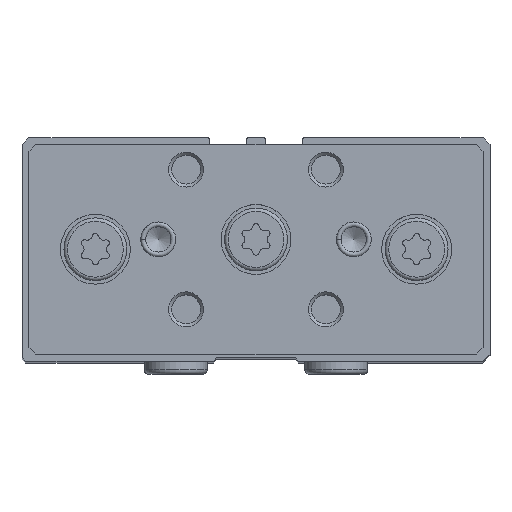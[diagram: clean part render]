
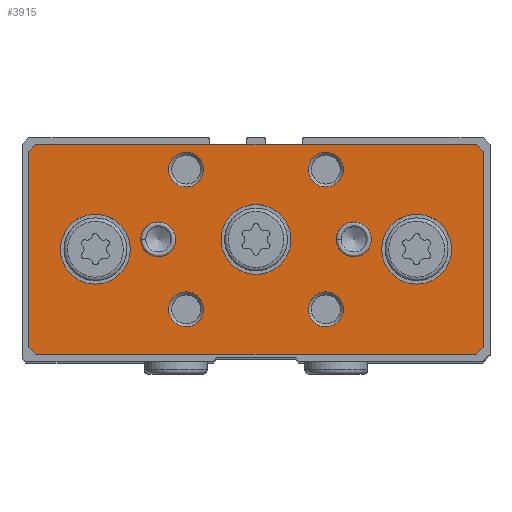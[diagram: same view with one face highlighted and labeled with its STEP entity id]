
A CAD part, top view. The second image highlights one B-rep face of the part: STEP entity #3915.
In plain terms, the highlighted face is planar.
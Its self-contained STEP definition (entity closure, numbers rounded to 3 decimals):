
#365=LINE('',#6629,#559);
#369=LINE('',#6638,#563);
#372=LINE('',#6644,#566);
#375=LINE('',#6650,#569);
#378=LINE('',#6656,#572);
#381=LINE('',#6662,#575);
#384=LINE('',#6668,#578);
#387=LINE('',#6674,#581);
#559=VECTOR('',#5395,1000.);
#563=VECTOR('',#5401,1000.);
#566=VECTOR('',#5406,1000.);
#569=VECTOR('',#5411,1000.);
#572=VECTOR('',#5416,1000.);
#575=VECTOR('',#5421,1000.);
#578=VECTOR('',#5426,1000.);
#581=VECTOR('',#5431,1000.);
#1212=ORIENTED_EDGE('',*,*,#1935,.F.);
#1213=ORIENTED_EDGE('',*,*,#1936,.F.);
#1214=ORIENTED_EDGE('',*,*,#1937,.F.);
#1215=ORIENTED_EDGE('',*,*,#1938,.F.);
#1216=ORIENTED_EDGE('',*,*,#1939,.F.);
#1217=ORIENTED_EDGE('',*,*,#1940,.F.);
#1218=ORIENTED_EDGE('',*,*,#1941,.F.);
#1219=ORIENTED_EDGE('',*,*,#1942,.F.);
#1220=ORIENTED_EDGE('',*,*,#1943,.F.);
#1221=ORIENTED_EDGE('',*,*,#1901,.T.);
#1222=ORIENTED_EDGE('',*,*,#1905,.T.);
#1223=ORIENTED_EDGE('',*,*,#1908,.T.);
#1224=ORIENTED_EDGE('',*,*,#1911,.T.);
#1225=ORIENTED_EDGE('',*,*,#1914,.T.);
#1226=ORIENTED_EDGE('',*,*,#1917,.T.);
#1227=ORIENTED_EDGE('',*,*,#1920,.T.);
#1228=ORIENTED_EDGE('',*,*,#1923,.T.);
#1901=EDGE_CURVE('',#2353,#2354,#365,.T.);
#1905=EDGE_CURVE('',#2354,#2357,#369,.T.);
#1908=EDGE_CURVE('',#2357,#2359,#372,.T.);
#1911=EDGE_CURVE('',#2359,#2361,#375,.T.);
#1914=EDGE_CURVE('',#2361,#2363,#378,.T.);
#1917=EDGE_CURVE('',#2363,#2365,#381,.T.);
#1920=EDGE_CURVE('',#2365,#2367,#384,.T.);
#1923=EDGE_CURVE('',#2367,#2353,#387,.T.);
#1935=EDGE_CURVE('',#2379,#2379,#2677,.T.);
#1936=EDGE_CURVE('',#2380,#2380,#2678,.T.);
#1937=EDGE_CURVE('',#2381,#2381,#2679,.T.);
#1938=EDGE_CURVE('',#2382,#2382,#2680,.T.);
#1939=EDGE_CURVE('',#2383,#2383,#2681,.T.);
#1940=EDGE_CURVE('',#2384,#2384,#2682,.T.);
#1941=EDGE_CURVE('',#2385,#2385,#2683,.T.);
#1942=EDGE_CURVE('',#2386,#2386,#2684,.T.);
#1943=EDGE_CURVE('',#2387,#2387,#2685,.T.);
#2353=VERTEX_POINT('',#6630);
#2354=VERTEX_POINT('',#6631);
#2357=VERTEX_POINT('',#6639);
#2359=VERTEX_POINT('',#6645);
#2361=VERTEX_POINT('',#6651);
#2363=VERTEX_POINT('',#6657);
#2365=VERTEX_POINT('',#6663);
#2367=VERTEX_POINT('',#6669);
#2379=VERTEX_POINT('',#6699);
#2380=VERTEX_POINT('',#6701);
#2381=VERTEX_POINT('',#6703);
#2382=VERTEX_POINT('',#6705);
#2383=VERTEX_POINT('',#6707);
#2384=VERTEX_POINT('',#6709);
#2385=VERTEX_POINT('',#6711);
#2386=VERTEX_POINT('',#6713);
#2387=VERTEX_POINT('',#6715);
#2677=CIRCLE('',#4430,5.);
#2678=CIRCLE('',#4431,5.);
#2679=CIRCLE('',#4432,5.);
#2680=CIRCLE('',#4433,2.5);
#2681=CIRCLE('',#4434,2.5);
#2682=CIRCLE('',#4435,2.5);
#2683=CIRCLE('',#4436,2.5);
#2684=CIRCLE('',#4437,2.5);
#2685=CIRCLE('',#4438,2.5);
#3048=EDGE_LOOP('',(#1212));
#3049=EDGE_LOOP('',(#1213));
#3050=EDGE_LOOP('',(#1214));
#3051=EDGE_LOOP('',(#1215));
#3052=EDGE_LOOP('',(#1216));
#3053=EDGE_LOOP('',(#1217));
#3054=EDGE_LOOP('',(#1218));
#3055=EDGE_LOOP('',(#1219));
#3056=EDGE_LOOP('',(#1220));
#3057=EDGE_LOOP('',(#1221,#1222,#1223,#1224,#1225,#1226,#1227,#1228));
#3495=FACE_BOUND('',#3048,.T.);
#3496=FACE_BOUND('',#3049,.T.);
#3497=FACE_BOUND('',#3050,.T.);
#3498=FACE_BOUND('',#3051,.T.);
#3499=FACE_BOUND('',#3052,.T.);
#3500=FACE_BOUND('',#3053,.T.);
#3501=FACE_BOUND('',#3054,.T.);
#3502=FACE_BOUND('',#3055,.T.);
#3503=FACE_BOUND('',#3056,.T.);
#3504=FACE_BOUND('',#3057,.T.);
#3729=PLANE('',#4429);
#3915=ADVANCED_FACE('',(#3495,#3496,#3497,#3498,#3499,#3500,#3501,#3502,
#3503,#3504),#3729,.T.);
#4429=AXIS2_PLACEMENT_3D('',#6697,#5453,#5454);
#4430=AXIS2_PLACEMENT_3D('',#6698,#5455,#5456);
#4431=AXIS2_PLACEMENT_3D('',#6700,#5457,#5458);
#4432=AXIS2_PLACEMENT_3D('',#6702,#5459,#5460);
#4433=AXIS2_PLACEMENT_3D('',#6704,#5461,#5462);
#4434=AXIS2_PLACEMENT_3D('',#6706,#5463,#5464);
#4435=AXIS2_PLACEMENT_3D('',#6708,#5465,#5466);
#4436=AXIS2_PLACEMENT_3D('',#6710,#5467,#5468);
#4437=AXIS2_PLACEMENT_3D('',#6712,#5469,#5470);
#4438=AXIS2_PLACEMENT_3D('',#6714,#5471,#5472);
#5395=DIRECTION('',(0.,-1.,0.));
#5401=DIRECTION('',(0.,-0.707,-0.707));
#5406=DIRECTION('',(0.,0.,-1.));
#5411=DIRECTION('',(0.,0.707,-0.707));
#5416=DIRECTION('',(0.,1.,0.));
#5421=DIRECTION('',(0.,0.707,0.707));
#5426=DIRECTION('',(0.,0.,1.));
#5431=DIRECTION('',(0.,-0.707,0.707));
#5453=DIRECTION('',(1.,0.,0.));
#5454=DIRECTION('',(0.,0.,-1.));
#5455=DIRECTION('',(1.,0.,0.));
#5456=DIRECTION('',(0.,0.,-1.));
#5457=DIRECTION('',(1.,0.,0.));
#5458=DIRECTION('',(0.,0.,-1.));
#5459=DIRECTION('',(1.,0.,0.));
#5460=DIRECTION('',(0.,0.,-1.));
#5461=DIRECTION('',(1.,0.,0.));
#5462=DIRECTION('',(0.,0.,-1.));
#5463=DIRECTION('',(1.,0.,0.));
#5464=DIRECTION('',(0.,0.,-1.));
#5465=DIRECTION('',(1.,0.,0.));
#5466=DIRECTION('',(0.,0.,-1.));
#5467=DIRECTION('',(1.,0.,0.));
#5468=DIRECTION('',(0.,0.,-1.));
#5469=DIRECTION('',(1.,0.,0.));
#5470=DIRECTION('',(0.,0.,-1.));
#5471=DIRECTION('',(1.,0.,0.));
#5472=DIRECTION('',(0.,0.,-1.));
#6629=CARTESIAN_POINT('',(12.,12.6,32.5));
#6630=CARTESIAN_POINT('',(12.,12.6,32.5));
#6631=CARTESIAN_POINT('',(12.,-15.4,32.5));
#6638=CARTESIAN_POINT('',(12.,-15.4,32.5));
#6639=CARTESIAN_POINT('',(12.,-16.4,31.5));
#6644=CARTESIAN_POINT('',(12.,-16.4,31.5));
#6645=CARTESIAN_POINT('',(12.,-16.4,-31.5));
#6650=CARTESIAN_POINT('',(12.,-16.4,-31.5));
#6651=CARTESIAN_POINT('',(12.,-15.4,-32.5));
#6656=CARTESIAN_POINT('',(12.,-15.4,-32.5));
#6657=CARTESIAN_POINT('',(12.,12.6,-32.5));
#6662=CARTESIAN_POINT('',(12.,12.6,-32.5));
#6663=CARTESIAN_POINT('',(12.,13.6,-31.5));
#6668=CARTESIAN_POINT('',(12.,13.6,-31.5));
#6669=CARTESIAN_POINT('',(12.,13.6,31.5));
#6674=CARTESIAN_POINT('',(12.,13.6,31.5));
#6697=CARTESIAN_POINT('',(12.,0.,0.));
#6698=CARTESIAN_POINT('',(12.,-1.4,23.));
#6699=CARTESIAN_POINT('',(12.,-1.4,18.));
#6700=CARTESIAN_POINT('',(12.,-1.4,-23.));
#6701=CARTESIAN_POINT('',(12.,-1.4,-28.));
#6702=CARTESIAN_POINT('',(12.,0.,0.));
#6703=CARTESIAN_POINT('',(12.,0.,-5.));
#6704=CARTESIAN_POINT('',(12.,0.,14.));
#6705=CARTESIAN_POINT('',(12.,0.,11.5));
#6706=CARTESIAN_POINT('',(12.,0.,-14.));
#6707=CARTESIAN_POINT('',(12.,0.,-16.5));
#6708=CARTESIAN_POINT('',(12.,-10.,10.));
#6709=CARTESIAN_POINT('',(12.,-10.,7.5));
#6710=CARTESIAN_POINT('',(12.,-10.,-10.));
#6711=CARTESIAN_POINT('',(12.,-10.,-12.5));
#6712=CARTESIAN_POINT('',(12.,10.,10.));
#6713=CARTESIAN_POINT('',(12.,10.,7.5));
#6714=CARTESIAN_POINT('',(12.,10.,-10.));
#6715=CARTESIAN_POINT('',(12.,10.,-12.5));
